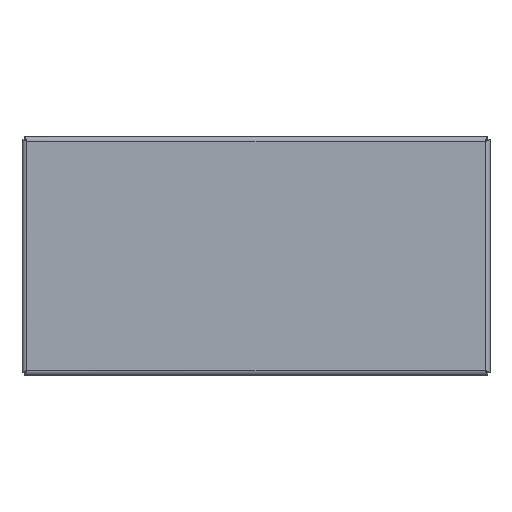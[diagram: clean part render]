
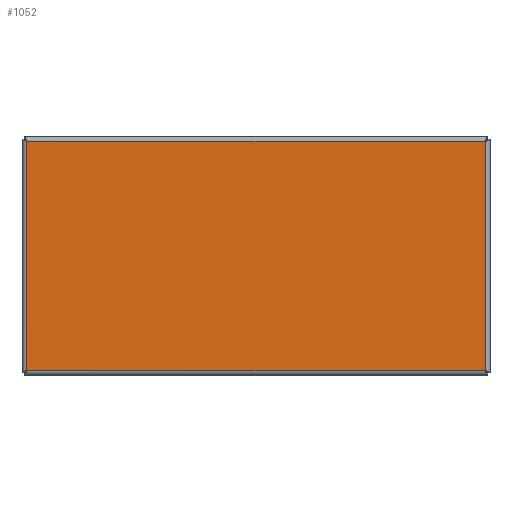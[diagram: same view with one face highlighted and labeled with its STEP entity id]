
A CAD part, top view. The second image highlights one B-rep face of the part: STEP entity #1052.
In plain terms, the highlighted planar face has unit normal (0, 0, 1).
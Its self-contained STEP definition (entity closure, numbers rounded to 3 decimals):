
#127=FACE_OUTER_BOUND('',#187,.T.);
#187=EDGE_LOOP('',(#798,#799,#800,#801));
#235=LINE('',#1475,#335);
#250=LINE('',#1573,#350);
#264=LINE('',#1669,#364);
#278=LINE('',#1764,#378);
#335=VECTOR('',#1200,10.);
#350=VECTOR('',#1227,10.);
#364=VECTOR('',#1253,10.);
#378=VECTOR('',#1279,10.);
#436=VERTEX_POINT('',#1466);
#437=VERTEX_POINT('',#1474);
#446=VERTEX_POINT('',#1572);
#454=VERTEX_POINT('',#1668);
#520=EDGE_CURVE('',#437,#436,#235,.T.);
#539=EDGE_CURVE('',#446,#437,#250,.T.);
#557=EDGE_CURVE('',#454,#446,#264,.T.);
#575=EDGE_CURVE('',#436,#454,#278,.T.);
#798=ORIENTED_EDGE('',*,*,#520,.T.);
#799=ORIENTED_EDGE('',*,*,#575,.T.);
#800=ORIENTED_EDGE('',*,*,#557,.T.);
#801=ORIENTED_EDGE('',*,*,#539,.T.);
#943=PLANE('',#1124);
#1052=ADVANCED_FACE('',(#127),#943,.F.);
#1124=AXIS2_PLACEMENT_3D('',#1847,#1303,#1304);
#1200=DIRECTION('',(0.,1.,0.));
#1227=DIRECTION('',(1.,0.,0.));
#1253=DIRECTION('',(0.,-1.,0.));
#1279=DIRECTION('',(-1.,0.,0.));
#1303=DIRECTION('center_axis',(0.,0.,
-1.));
#1304=DIRECTION('ref_axis',(1.,0.,0.));
#1466=CARTESIAN_POINT('',(196.,98.,55.));
#1474=CARTESIAN_POINT('',(196.,-98.,55.));
#1475=CARTESIAN_POINT('',(196.,-49.,55.));
#1572=CARTESIAN_POINT('',(-196.,-98.,55.));
#1573=CARTESIAN_POINT('',(-98.,-98.,55.));
#1668=CARTESIAN_POINT('',(-196.,98.,55.));
#1669=CARTESIAN_POINT('',(-196.,49.,55.));
#1764=CARTESIAN_POINT('',(98.,98.,55.));
#1847=CARTESIAN_POINT('Origin',(0.,0.,
55.));
